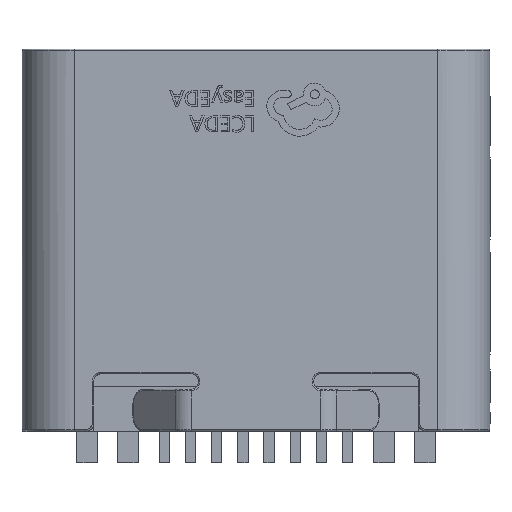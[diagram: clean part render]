
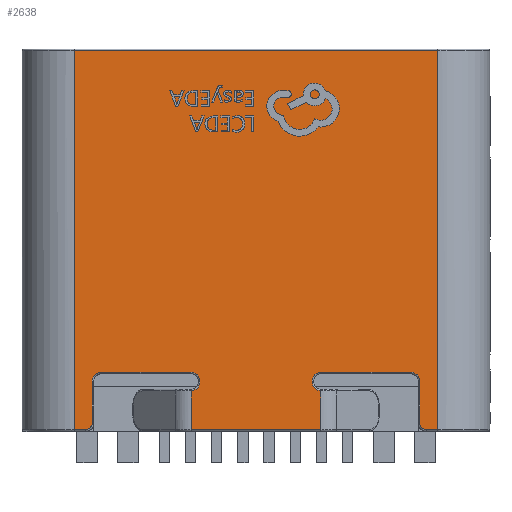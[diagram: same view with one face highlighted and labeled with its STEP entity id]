
A CAD part, top view. The second image highlights one B-rep face of the part: STEP entity #2638.
In plain terms, the highlighted free-form (B-spline) face has degree [1, 1] with [2, 2] control points.
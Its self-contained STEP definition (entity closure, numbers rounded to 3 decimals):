
#2638 = ADVANCED_FACE('',(#2639),#2789,.F.);
#2639 = FACE_BOUND('',#2640,.T.);
#2640 = EDGE_LOOP('',(#2641,#2651,#2658,#2665,#2672,#2679,#2686,#2694,
    #2701,#2709,#2716,#2724,#2732,#2739,#2746,#2753,#2761,#2769,#2776,
    #2784));
#2641 = ORIENTED_EDGE('',*,*,#2642,.T.);
#2642 = EDGE_CURVE('',#2643,#2645,#2647,.T.);
#2643 = VERTEX_POINT('',#2644);
#2644 = CARTESIAN_POINT('',(3.13,-3.2,4.133));
#2645 = VERTEX_POINT('',#2646);
#2646 = CARTESIAN_POINT('',(3.25,-3.32,4.133));
#2647 = ( BOUNDED_CURVE() B_SPLINE_CURVE(2,(#2648,#2649,#2650),
.UNSPECIFIED.,.F.,.F.) B_SPLINE_CURVE_WITH_KNOTS((3,3),(0.,
1.571),.PIECEWISE_BEZIER_KNOTS.) CURVE() 
GEOMETRIC_REPRESENTATION_ITEM() RATIONAL_B_SPLINE_CURVE((1.,
0.707,1.)) REPRESENTATION_ITEM('') );
#2648 = CARTESIAN_POINT('',(3.13,-3.2,4.133));
#2649 = CARTESIAN_POINT('',(3.13,-3.32,4.133));
#2650 = CARTESIAN_POINT('',(3.25,-3.32,4.133));
#2651 = ORIENTED_EDGE('',*,*,#2652,.T.);
#2652 = EDGE_CURVE('',#2645,#2653,#2655,.T.);
#2653 = VERTEX_POINT('',#2654);
#2654 = CARTESIAN_POINT('',(3.47,-3.32,4.133));
#2655 = B_SPLINE_CURVE_WITH_KNOTS('',1,(#2656,#2657),.UNSPECIFIED.,.F.,
  .F.,(2,2),(3.25,3.47),.PIECEWISE_BEZIER_KNOTS.);
#2656 = CARTESIAN_POINT('',(3.25,-3.32,4.133));
#2657 = CARTESIAN_POINT('',(3.47,-3.32,4.133));
#2658 = ORIENTED_EDGE('',*,*,#2659,.F.);
#2659 = EDGE_CURVE('',#2660,#2653,#2662,.T.);
#2660 = VERTEX_POINT('',#2661);
#2661 = CARTESIAN_POINT('',(3.47,3.92,4.133));
#2662 = B_SPLINE_CURVE_WITH_KNOTS('',1,(#2663,#2664),.UNSPECIFIED.,.F.,
  .F.,(2,2),(0.03,7.27),.PIECEWISE_BEZIER_KNOTS.);
#2663 = CARTESIAN_POINT('',(3.47,3.92,4.133));
#2664 = CARTESIAN_POINT('',(3.47,-3.32,4.133));
#2665 = ORIENTED_EDGE('',*,*,#2666,.T.);
#2666 = EDGE_CURVE('',#2660,#2667,#2669,.T.);
#2667 = VERTEX_POINT('',#2668);
#2668 = CARTESIAN_POINT('',(-3.47,3.92,4.133));
#2669 = B_SPLINE_CURVE_WITH_KNOTS('',1,(#2670,#2671),.UNSPECIFIED.,.F.,
  .F.,(2,2),(-3.47,3.47),.PIECEWISE_BEZIER_KNOTS.);
#2670 = CARTESIAN_POINT('',(3.47,3.92,4.133));
#2671 = CARTESIAN_POINT('',(-3.47,3.92,4.133));
#2672 = ORIENTED_EDGE('',*,*,#2673,.T.);
#2673 = EDGE_CURVE('',#2667,#2674,#2676,.T.);
#2674 = VERTEX_POINT('',#2675);
#2675 = CARTESIAN_POINT('',(-3.47,-3.32,4.133));
#2676 = B_SPLINE_CURVE_WITH_KNOTS('',1,(#2677,#2678),.UNSPECIFIED.,.F.,
  .F.,(2,2),(0.03,7.27),.PIECEWISE_BEZIER_KNOTS.);
#2677 = CARTESIAN_POINT('',(-3.47,3.92,4.133));
#2678 = CARTESIAN_POINT('',(-3.47,-3.32,4.133));
#2679 = ORIENTED_EDGE('',*,*,#2680,.T.);
#2680 = EDGE_CURVE('',#2674,#2681,#2683,.T.);
#2681 = VERTEX_POINT('',#2682);
#2682 = CARTESIAN_POINT('',(-3.25,-3.32,4.133));
#2683 = B_SPLINE_CURVE_WITH_KNOTS('',1,(#2684,#2685),.UNSPECIFIED.,.F.,
  .F.,(2,2),(-3.47,-3.25),.PIECEWISE_BEZIER_KNOTS.);
#2684 = CARTESIAN_POINT('',(-3.47,-3.32,4.133));
#2685 = CARTESIAN_POINT('',(-3.25,-3.32,4.133));
#2686 = ORIENTED_EDGE('',*,*,#2687,.T.);
#2687 = EDGE_CURVE('',#2681,#2688,#2690,.T.);
#2688 = VERTEX_POINT('',#2689);
#2689 = CARTESIAN_POINT('',(-3.13,-3.2,4.133));
#2690 = ( BOUNDED_CURVE() B_SPLINE_CURVE(2,(#2691,#2692,#2693),
.UNSPECIFIED.,.F.,.F.) B_SPLINE_CURVE_WITH_KNOTS((3,3),(1.571,
3.142),.PIECEWISE_BEZIER_KNOTS.) CURVE() 
GEOMETRIC_REPRESENTATION_ITEM() RATIONAL_B_SPLINE_CURVE((1.,
0.707,1.)) REPRESENTATION_ITEM('') );
#2691 = CARTESIAN_POINT('',(-3.25,-3.32,4.133));
#2692 = CARTESIAN_POINT('',(-3.13,-3.32,4.133));
#2693 = CARTESIAN_POINT('',(-3.13,-3.2,4.133));
#2694 = ORIENTED_EDGE('',*,*,#2695,.T.);
#2695 = EDGE_CURVE('',#2688,#2696,#2698,.T.);
#2696 = VERTEX_POINT('',#2697);
#2697 = CARTESIAN_POINT('',(-3.13,-2.4,4.133));
#2698 = B_SPLINE_CURVE_WITH_KNOTS('',1,(#2699,#2700),.UNSPECIFIED.,.F.,
  .F.,(2,2),(-4.55,-3.75),.PIECEWISE_BEZIER_KNOTS.);
#2699 = CARTESIAN_POINT('',(-3.13,-3.2,4.133));
#2700 = CARTESIAN_POINT('',(-3.13,-2.4,4.133));
#2701 = ORIENTED_EDGE('',*,*,#2702,.T.);
#2702 = EDGE_CURVE('',#2696,#2703,#2705,.T.);
#2703 = VERTEX_POINT('',#2704);
#2704 = CARTESIAN_POINT('',(-2.95,-2.22,4.133));
#2705 = ( BOUNDED_CURVE() B_SPLINE_CURVE(2,(#2706,#2707,#2708),
.UNSPECIFIED.,.F.,.F.) B_SPLINE_CURVE_WITH_KNOTS((3,3),(0.,
1.571),.PIECEWISE_BEZIER_KNOTS.) CURVE() 
GEOMETRIC_REPRESENTATION_ITEM() RATIONAL_B_SPLINE_CURVE((1.,
0.707,1.)) REPRESENTATION_ITEM('') );
#2706 = CARTESIAN_POINT('',(-3.13,-2.4,4.133));
#2707 = CARTESIAN_POINT('',(-3.13,-2.22,4.133));
#2708 = CARTESIAN_POINT('',(-2.95,-2.22,4.133));
#2709 = ORIENTED_EDGE('',*,*,#2710,.T.);
#2710 = EDGE_CURVE('',#2703,#2711,#2713,.T.);
#2711 = VERTEX_POINT('',#2712);
#2712 = CARTESIAN_POINT('',(-1.25,-2.22,4.133));
#2713 = B_SPLINE_CURVE_WITH_KNOTS('',1,(#2714,#2715),.UNSPECIFIED.,.F.,
  .F.,(2,2),(-2.95,-1.25),.PIECEWISE_BEZIER_KNOTS.);
#2714 = CARTESIAN_POINT('',(-2.95,-2.22,4.133));
#2715 = CARTESIAN_POINT('',(-1.25,-2.22,4.133));
#2716 = ORIENTED_EDGE('',*,*,#2717,.T.);
#2717 = EDGE_CURVE('',#2711,#2718,#2720,.T.);
#2718 = VERTEX_POINT('',#2719);
#2719 = CARTESIAN_POINT('',(-1.07,-2.4,4.133));
#2720 = ( BOUNDED_CURVE() B_SPLINE_CURVE(2,(#2721,#2722,#2723),
.UNSPECIFIED.,.F.,.F.) B_SPLINE_CURVE_WITH_KNOTS((3,3),(1.571,
3.142),.PIECEWISE_BEZIER_KNOTS.) CURVE() 
GEOMETRIC_REPRESENTATION_ITEM() RATIONAL_B_SPLINE_CURVE((1.,
0.707,1.)) REPRESENTATION_ITEM('') );
#2721 = CARTESIAN_POINT('',(-1.25,-2.22,4.133));
#2722 = CARTESIAN_POINT('',(-1.07,-2.22,4.133));
#2723 = CARTESIAN_POINT('',(-1.07,-2.4,4.133));
#2724 = ORIENTED_EDGE('',*,*,#2725,.T.);
#2725 = EDGE_CURVE('',#2718,#2726,#2728,.T.);
#2726 = VERTEX_POINT('',#2727);
#2727 = CARTESIAN_POINT('',(-1.235,-2.579,
    4.133));
#2728 = ( BOUNDED_CURVE() B_SPLINE_CURVE(2,(#2729,#2730,#2731),
.UNSPECIFIED.,.F.,.F.) B_SPLINE_CURVE_WITH_KNOTS((3,3),(3.142,
4.629),.PIECEWISE_BEZIER_KNOTS.) CURVE() 
GEOMETRIC_REPRESENTATION_ITEM() RATIONAL_B_SPLINE_CURVE((1.,
0.736,1.)) REPRESENTATION_ITEM('') );
#2729 = CARTESIAN_POINT('',(-1.07,-2.4,4.133));
#2730 = CARTESIAN_POINT('',(-1.07,-2.566,4.133));
#2731 = CARTESIAN_POINT('',(-1.235,-2.579,
    4.133));
#2732 = ORIENTED_EDGE('',*,*,#2733,.T.);
#2733 = EDGE_CURVE('',#2726,#2734,#2736,.T.);
#2734 = VERTEX_POINT('',#2735);
#2735 = CARTESIAN_POINT('',(-1.235,-3.32,4.133));
#2736 = B_SPLINE_CURVE_WITH_KNOTS('',1,(#2737,#2738),.UNSPECIFIED.,.F.,
  .F.,(2,2),(-0.771,-0.03),.PIECEWISE_BEZIER_KNOTS.);
#2737 = CARTESIAN_POINT('',(-1.235,-2.579,
    4.133));
#2738 = CARTESIAN_POINT('',(-1.235,-3.32,4.133));
#2739 = ORIENTED_EDGE('',*,*,#2740,.T.);
#2740 = EDGE_CURVE('',#2734,#2741,#2743,.T.);
#2741 = VERTEX_POINT('',#2742);
#2742 = CARTESIAN_POINT('',(1.235,-3.32,4.133));
#2743 = B_SPLINE_CURVE_WITH_KNOTS('',1,(#2744,#2745),.UNSPECIFIED.,.F.,
  .F.,(2,2),(-1.235,1.235),.PIECEWISE_BEZIER_KNOTS.);
#2744 = CARTESIAN_POINT('',(-1.235,-3.32,4.133));
#2745 = CARTESIAN_POINT('',(1.235,-3.32,4.133));
#2746 = ORIENTED_EDGE('',*,*,#2747,.F.);
#2747 = EDGE_CURVE('',#2748,#2741,#2750,.T.);
#2748 = VERTEX_POINT('',#2749);
#2749 = CARTESIAN_POINT('',(1.235,-2.579,
    4.133));
#2750 = B_SPLINE_CURVE_WITH_KNOTS('',1,(#2751,#2752),.UNSPECIFIED.,.F.,
  .F.,(2,2),(-0.771,-0.03),.PIECEWISE_BEZIER_KNOTS.);
#2751 = CARTESIAN_POINT('',(1.235,-2.579,
    4.133));
#2752 = CARTESIAN_POINT('',(1.235,-3.32,4.133));
#2753 = ORIENTED_EDGE('',*,*,#2754,.T.);
#2754 = EDGE_CURVE('',#2748,#2755,#2757,.T.);
#2755 = VERTEX_POINT('',#2756);
#2756 = CARTESIAN_POINT('',(1.07,-2.4,4.133));
#2757 = ( BOUNDED_CURVE() B_SPLINE_CURVE(2,(#2758,#2759,#2760),
.UNSPECIFIED.,.F.,.F.) B_SPLINE_CURVE_WITH_KNOTS((3,3),(4.796,
6.283),.PIECEWISE_BEZIER_KNOTS.) CURVE() 
GEOMETRIC_REPRESENTATION_ITEM() RATIONAL_B_SPLINE_CURVE((1.,
0.736,1.)) REPRESENTATION_ITEM('') );
#2758 = CARTESIAN_POINT('',(1.235,-2.579,
    4.133));
#2759 = CARTESIAN_POINT('',(1.07,-2.566,4.133));
#2760 = CARTESIAN_POINT('',(1.07,-2.4,4.133));
#2761 = ORIENTED_EDGE('',*,*,#2762,.T.);
#2762 = EDGE_CURVE('',#2755,#2763,#2765,.T.);
#2763 = VERTEX_POINT('',#2764);
#2764 = CARTESIAN_POINT('',(1.25,-2.22,4.133));
#2765 = ( BOUNDED_CURVE() B_SPLINE_CURVE(2,(#2766,#2767,#2768),
.UNSPECIFIED.,.F.,.F.) B_SPLINE_CURVE_WITH_KNOTS((3,3),(0.,
1.571),.PIECEWISE_BEZIER_KNOTS.) CURVE() 
GEOMETRIC_REPRESENTATION_ITEM() RATIONAL_B_SPLINE_CURVE((1.,
0.707,1.)) REPRESENTATION_ITEM('') );
#2766 = CARTESIAN_POINT('',(1.07,-2.4,4.133));
#2767 = CARTESIAN_POINT('',(1.07,-2.22,4.133));
#2768 = CARTESIAN_POINT('',(1.25,-2.22,4.133));
#2769 = ORIENTED_EDGE('',*,*,#2770,.T.);
#2770 = EDGE_CURVE('',#2763,#2771,#2773,.T.);
#2771 = VERTEX_POINT('',#2772);
#2772 = CARTESIAN_POINT('',(2.95,-2.22,4.133));
#2773 = B_SPLINE_CURVE_WITH_KNOTS('',1,(#2774,#2775),.UNSPECIFIED.,.F.,
  .F.,(2,2),(1.25,2.95),.PIECEWISE_BEZIER_KNOTS.);
#2774 = CARTESIAN_POINT('',(1.25,-2.22,4.133));
#2775 = CARTESIAN_POINT('',(2.95,-2.22,4.133));
#2776 = ORIENTED_EDGE('',*,*,#2777,.T.);
#2777 = EDGE_CURVE('',#2771,#2778,#2780,.T.);
#2778 = VERTEX_POINT('',#2779);
#2779 = CARTESIAN_POINT('',(3.13,-2.4,4.133));
#2780 = ( BOUNDED_CURVE() B_SPLINE_CURVE(2,(#2781,#2782,#2783),
.UNSPECIFIED.,.F.,.F.) B_SPLINE_CURVE_WITH_KNOTS((3,3),(1.571,
3.142),.PIECEWISE_BEZIER_KNOTS.) CURVE() 
GEOMETRIC_REPRESENTATION_ITEM() RATIONAL_B_SPLINE_CURVE((1.,
0.707,1.)) REPRESENTATION_ITEM('') );
#2781 = CARTESIAN_POINT('',(2.95,-2.22,4.133));
#2782 = CARTESIAN_POINT('',(3.13,-2.22,4.133));
#2783 = CARTESIAN_POINT('',(3.13,-2.4,4.133));
#2784 = ORIENTED_EDGE('',*,*,#2785,.T.);
#2785 = EDGE_CURVE('',#2778,#2643,#2786,.T.);
#2786 = B_SPLINE_CURVE_WITH_KNOTS('',1,(#2787,#2788),.UNSPECIFIED.,.F.,
  .F.,(2,2),(3.75,4.55),.PIECEWISE_BEZIER_KNOTS.);
#2787 = CARTESIAN_POINT('',(3.13,-2.4,4.133));
#2788 = CARTESIAN_POINT('',(3.13,-3.2,4.133));
#2789 = B_SPLINE_SURFACE_WITH_KNOTS('',1,1,(
    (#2790,#2791)
    ,(#2792,#2793
    )),.UNSPECIFIED.,.F.,.F.,.F.,(2,2),(2,2),(-3.47,3.47),(-4.67,2.57),
  .PIECEWISE_BEZIER_KNOTS.);
#2790 = CARTESIAN_POINT('',(3.47,-3.32,4.133));
#2791 = CARTESIAN_POINT('',(3.47,3.92,4.133));
#2792 = CARTESIAN_POINT('',(-3.47,-3.32,4.133));
#2793 = CARTESIAN_POINT('',(-3.47,3.92,4.133));
